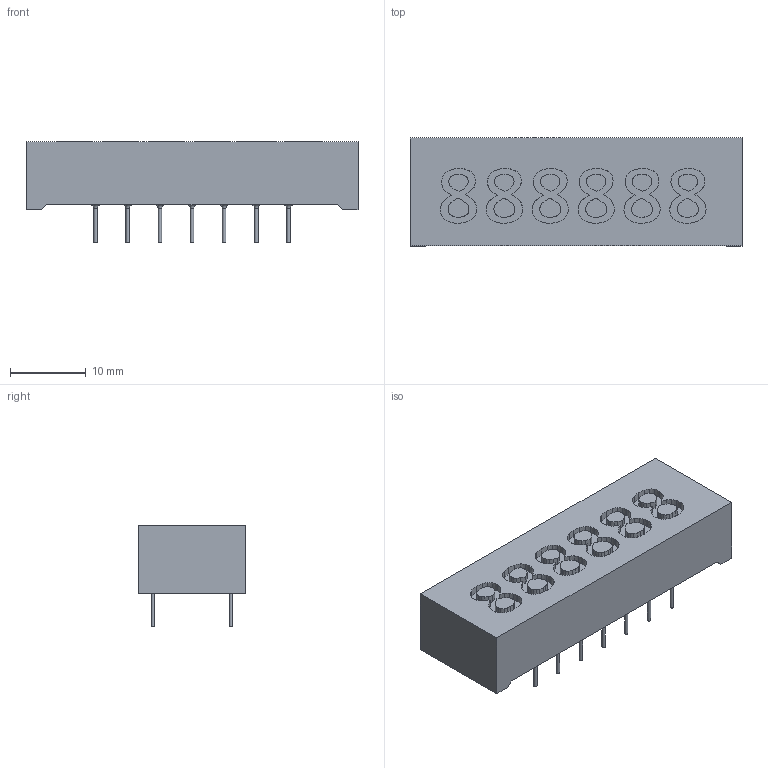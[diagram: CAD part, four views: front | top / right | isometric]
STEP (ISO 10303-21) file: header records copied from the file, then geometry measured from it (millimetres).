
FILE_DESCRIPTION(('FreeCAD Model'),'2;1');
FILE_NAME('Open CASCADE Shape Model','2024-12-16T20:56:56',('Author'),( ''),'Open CASCADE STEP processor 7.8','FreeCAD','Unknown');
FILE_SCHEMA(('AUTOMOTIVE_DESIGN { 1 0 10303 214 1 1 1 1 }'));
Length unit declared in the file: millimetre
Products named in the file (1): Body
Bounding box: 43.7 x 14.2 x 13.29 mm (x, y, z)
Volume: 5098.8 mm3; surface area: 2563.3 mm2
Topology: 1 solids, 1 shells, 382 faces, 1030 edges, 682 vertices
Faces by surface type: extrusion 312, plane 42, torus 14, cylinder 14
Full cylindrical faces by diameter (mm): 0.45 x14
Entity records: 12404 total; most frequent: CARTESIAN_POINT 3967, ORIENTED_EDGE 2060, EDGE_CURVE 1030, B_SPLINE_CURVE_WITH_KNOTS 936, DIRECTION 916, VERTEX_POINT 682, VECTOR 662, FACE_BOUND 414
